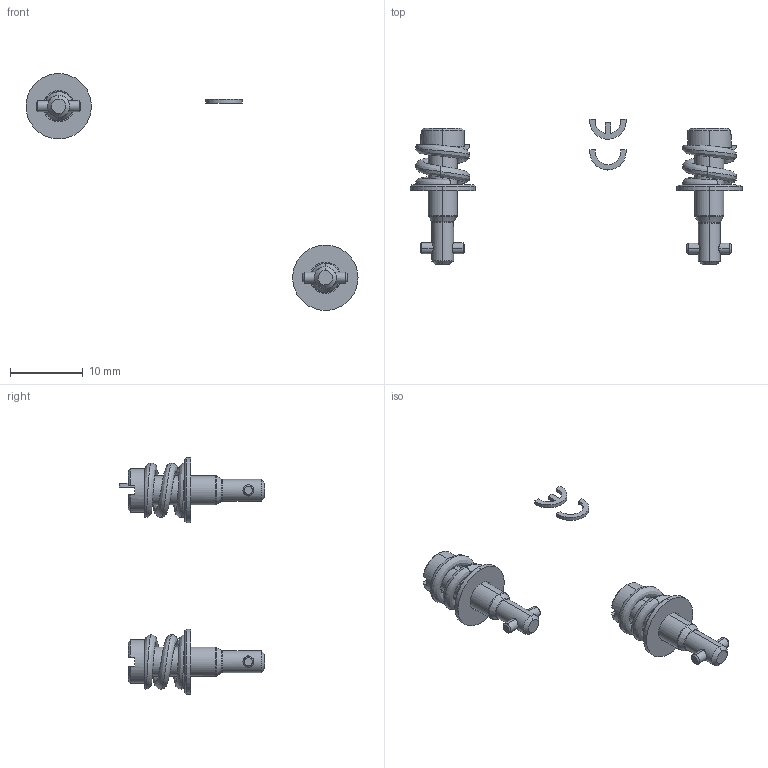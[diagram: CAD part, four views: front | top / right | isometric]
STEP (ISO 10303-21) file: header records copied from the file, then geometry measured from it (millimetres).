
FILE_DESCRIPTION(/* description */ (''),/* implementation_level */ '2;1');
FILE_NAME(/* name */ '3D_1130034405003_HP3A_H-TEH-2T-M25_V1.1.STP',/* time_stamp */ '2023-12-12T18:20:54+08:00',/* author */ (''),/* organization */ (''),/* preprocessor_version */ 'ST-DEVELOPER v18.1',/* originating_system */ 'SIEMENS PLM Software NX 1980',/* authorisation */ '');
FILE_SCHEMA (('AP203_CONFIGURATION_CONTROLLED_3D_DESIGN_OF_MECHANICAL_PARTS_AND_ASSEMBLIES_MIM_LF { 1 0 10303 403 2 1 2}'));
Length unit declared in the file: millimetre
Products named in the file (1): temp2
Bounding box: 45.7 x 20.04 x 32.6 mm (x, y, z)
Volume: 718.3 mm3; surface area: 1295.7 mm2
Topology: 5 solids, 5 shells, 123 faces, 286 edges, 180 vertices
Faces by surface type: plane 40, cylinder 33, cone 26, torus 12, bspline 12
Entity records: 6217 total; most frequent: CARTESIAN_POINT 3338, DIRECTION 582, ORIENTED_EDGE 572, EDGE_CURVE 286, AXIS2_PLACEMENT_3D 242, VERTEX_POINT 180, EDGE_LOOP 134, CIRCLE 130
